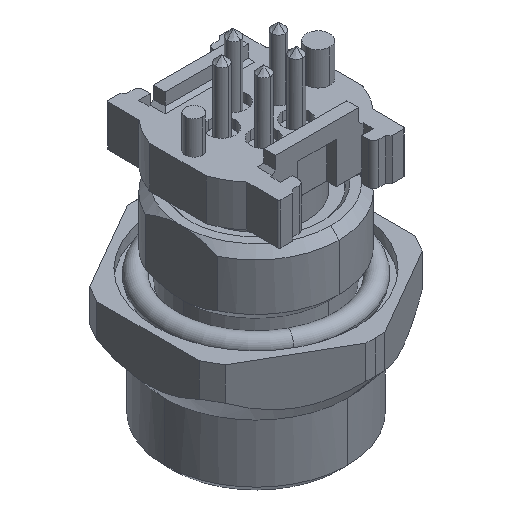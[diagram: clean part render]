
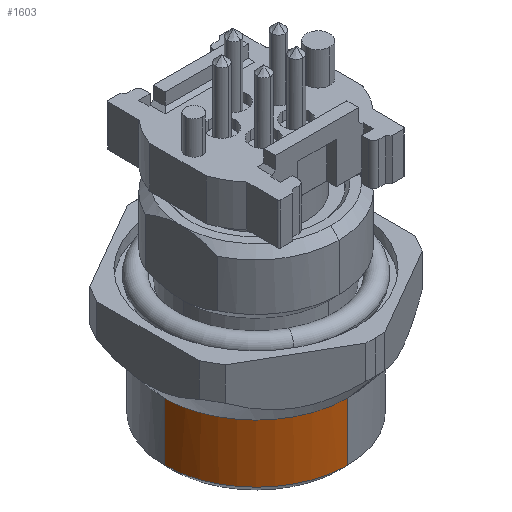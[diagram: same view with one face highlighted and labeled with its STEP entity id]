
A CAD part, isometric view. The second image highlights one B-rep face of the part: STEP entity #1603.
In plain terms, the highlighted free-form (B-spline) face has degree [2, 1] with [3, 2] control points.
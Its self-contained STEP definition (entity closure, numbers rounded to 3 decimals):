
#1458=CARTESIAN_POINT('Vertex',(6.5,1.7,0.5)) ;
#1487=CARTESIAN_POINT('Control Point',(1.,7.2,0.5)) ;
#1488=CARTESIAN_POINT('Control Point',(1.,1.7,0.5)) ;
#1489=CARTESIAN_POINT('Control Point',(6.5,1.7,0.5)) ;
#1490=CARTESIAN_POINT('Vertex',(1.,7.2,0.5)) ;
#1556=CARTESIAN_POINT('Control Point',(6.5,1.7,4.)) ;
#1557=CARTESIAN_POINT('Control Point',(6.5,1.7,0.5)) ;
#1558=CARTESIAN_POINT('Vertex',(6.5,1.7,4.)) ;
#1580=CARTESIAN_POINT('Control Point',(6.5,1.7,4.47)) ;
#1581=CARTESIAN_POINT('Control Point',(6.5,1.7,0.03)) ;
#1582=CARTESIAN_POINT('Control Point',(1.,1.7,4.47)) ;
#1583=CARTESIAN_POINT('Control Point',(1.,1.7,0.03)) ;
#1584=CARTESIAN_POINT('Control Point',(1.,7.2,4.47)) ;
#1585=CARTESIAN_POINT('Control Point',(1.,7.2,0.03)) ;
#1587=CARTESIAN_POINT('Control Point',(6.5,1.7,4.)) ;
#1588=CARTESIAN_POINT('Control Point',(1.,1.7,4.)) ;
#1589=CARTESIAN_POINT('Control Point',(1.,7.2,4.)) ;
#1590=CARTESIAN_POINT('Vertex',(1.,7.2,4.)) ;
#1594=CARTESIAN_POINT('Control Point',(1.,7.2,4.)) ;
#1595=CARTESIAN_POINT('Control Point',(1.,7.2,0.5)) ;
#1598=ORIENTED_EDGE('',*,*,#1560,.F.) ;
#1599=ORIENTED_EDGE('',*,*,#1592,.F.) ;
#1600=ORIENTED_EDGE('',*,*,#1596,.T.) ;
#1601=ORIENTED_EDGE('',*,*,#1492,.T.) ;
#1603=ADVANCED_FACE('V1',(#1602),#1579,.T.) ;
#1492=EDGE_CURVE('',#1491,#1459,#1486,.T.) ;
#1560=EDGE_CURVE('',#1559,#1459,#1555,.T.) ;
#1592=EDGE_CURVE('',#1591,#1559,#1586,.F.) ;
#1596=EDGE_CURVE('',#1591,#1491,#1593,.T.) ;
#1597=EDGE_LOOP('',(#1598,#1599,#1600,#1601)) ;
#1602=FACE_OUTER_BOUND('',#1597,.T.) ;
#1459=VERTEX_POINT('',#1458) ;
#1491=VERTEX_POINT('',#1490) ;
#1559=VERTEX_POINT('',#1558) ;
#1591=VERTEX_POINT('',#1590) ;
#1486=(BOUNDED_CURVE()B_SPLINE_CURVE(2,(#1487,#1488,#1489),.UNSPECIFIED.,.F.,.U.)B_SPLINE_CURVE_WITH_KNOTS((3,3),(3.142,9.312),.UNSPECIFIED.)CURVE()GEOMETRIC_REPRESENTATION_ITEM()RATIONAL_B_SPLINE_CURVE((1.,0.707,1.))REPRESENTATION_ITEM('')) ;
#1555=(BOUNDED_CURVE()B_SPLINE_CURVE(1,(#1556,#1557),.UNSPECIFIED.,.F.,.U.)B_SPLINE_CURVE_WITH_KNOTS((2,2),(0.47,3.97),.UNSPECIFIED.)CURVE()GEOMETRIC_REPRESENTATION_ITEM()RATIONAL_B_SPLINE_CURVE((1.,1.))REPRESENTATION_ITEM('')) ;
#1586=(BOUNDED_CURVE()B_SPLINE_CURVE(2,(#1587,#1588,#1589),.UNSPECIFIED.,.F.,.U.)B_SPLINE_CURVE_WITH_KNOTS((3,3),(14.142,25.142),.UNSPECIFIED.)CURVE()GEOMETRIC_REPRESENTATION_ITEM()RATIONAL_B_SPLINE_CURVE((1.,0.707,1.))REPRESENTATION_ITEM('')) ;
#1593=(BOUNDED_CURVE()B_SPLINE_CURVE(1,(#1594,#1595),.UNSPECIFIED.,.F.,.U.)B_SPLINE_CURVE_WITH_KNOTS((2,2),(0.47,3.97),.UNSPECIFIED.)CURVE()GEOMETRIC_REPRESENTATION_ITEM()RATIONAL_B_SPLINE_CURVE((1.,1.))REPRESENTATION_ITEM('')) ;
#1579=(BOUNDED_SURFACE()B_SPLINE_SURFACE(2,1,((#1580,#1581),(#1582,#1583),(#1584,#1585)),.UNSPECIFIED.,.F.,.F.,.U.)B_SPLINE_SURFACE_WITH_KNOTS((3,3),(2,2),(14.142,25.142),(0.,4.44),.UNSPECIFIED.)GEOMETRIC_REPRESENTATION_ITEM()RATIONAL_B_SPLINE_SURFACE(((1.,1.),(0.707,0.707),(1.,1.)))REPRESENTATION_ITEM('Rational BSpline Surface')SURFACE()) ;
